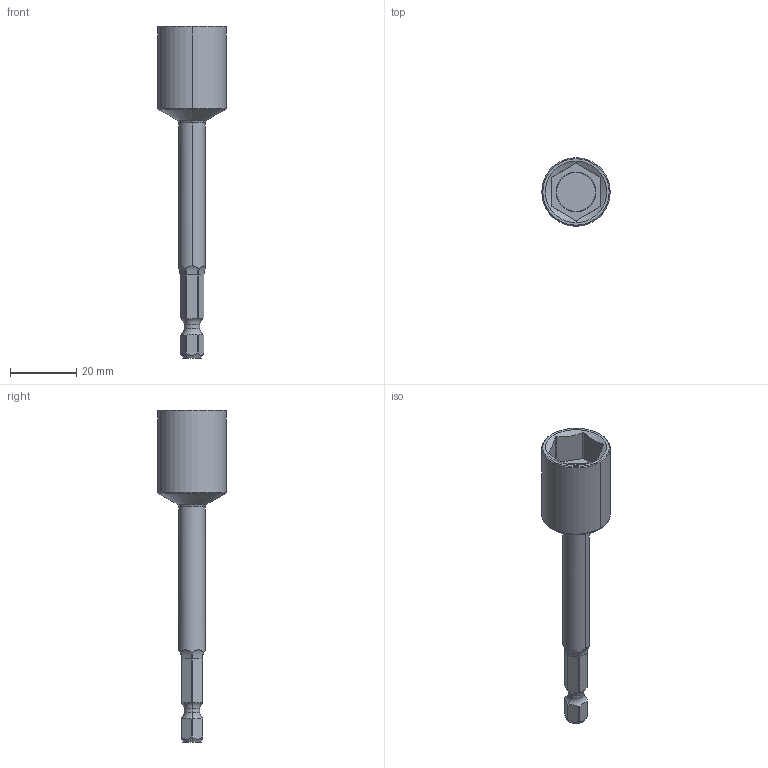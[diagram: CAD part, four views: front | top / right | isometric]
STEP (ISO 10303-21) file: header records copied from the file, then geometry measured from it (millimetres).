
FILE_DESCRIPTION((''),'2;1');
FILE_NAME('4027100215','2024-01-02T12:21:42',('a00565553'),(''),'CREO PARAMETRIC BY PTC INC, 2022414','CREO PARAMETRIC BY PTC INC, 2022414','');
FILE_SCHEMA(('CONFIG_CONTROL_DESIGN','GEOMETRIC_VALIDATION_PROPERTIES_MIM'));
Length unit declared in the file: millimetre
Products named in the file (1): 4027100215
Bounding box: 20.6 x 20.6 x 100 mm (x, y, z)
Volume: 9956.9 mm3; surface area: 5249.9 mm2
Topology: 2 solids, 2 shells, 81 faces, 200 edges, 123 vertices
Faces by surface type: cylinder 34, plane 23, torus 14, cone 10
Entity records: 2697 total; most frequent: CARTESIAN_POINT 693, DIRECTION 402, ORIENTED_EDGE 396, EDGE_CURVE 198, AXIS2_PLACEMENT_3D 167, VERTEX_POINT 123, CIRCLE 86, EDGE_LOOP 83
